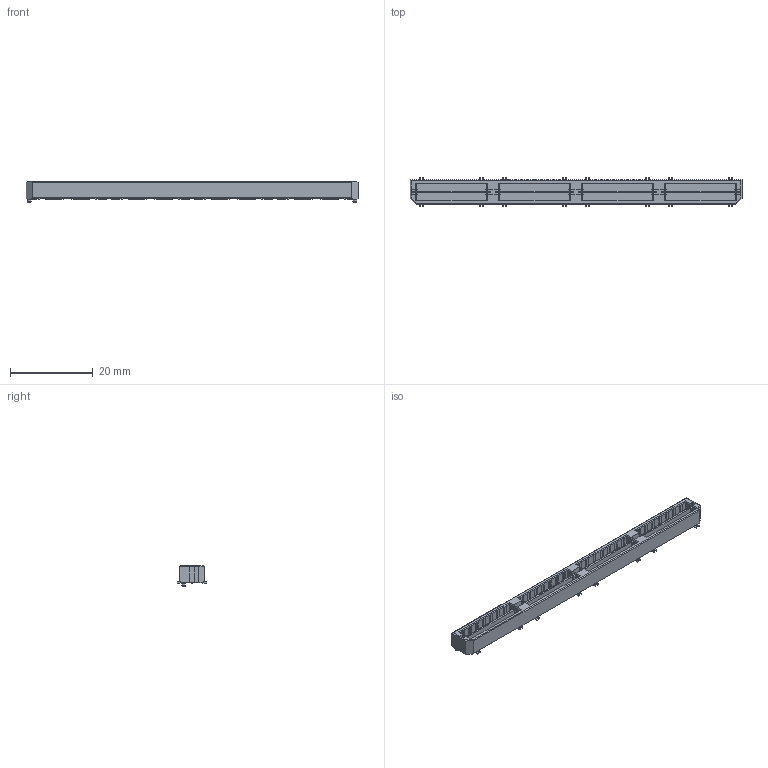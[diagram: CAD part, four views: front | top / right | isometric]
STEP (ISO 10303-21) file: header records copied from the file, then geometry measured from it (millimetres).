
FILE_DESCRIPTION((''),'2;1');
FILE_NAME('SAMTEC_QTE-056-01-L-D-DP-A-K-TR.stp','2014-11-13T14:39:47',(''),(''),'Mechanical Desktop 2011','Mechanical Desktop 2011',', , ');
FILE_SCHEMA(('AUTOMOTIVE_DESIGN { 1 2 10303 214 1 1 1 1 }'));
Length unit declared in the file: millimetre
Products named in the file (1): Product
Bounding box: 80.01 x 7.11 x 4.98 mm (x, y, z)
Volume: 1264.8 mm3; surface area: 1845.5 mm2
Topology: 169 solids, 169 shells, 1300 faces, 2850 edges, 1886 vertices
Faces by surface type: plane 833, bspline 459, cylinder 4, torus 4
Entity records: 34837 total; most frequent: CARTESIAN_POINT 7566, ORIENTED_EDGE 5684, DIRECTION 4550, EDGE_CURVE 2842, VECTOR 2818, LINE 2818, VERTEX_POINT 1882, EDGE_LOOP 1312
